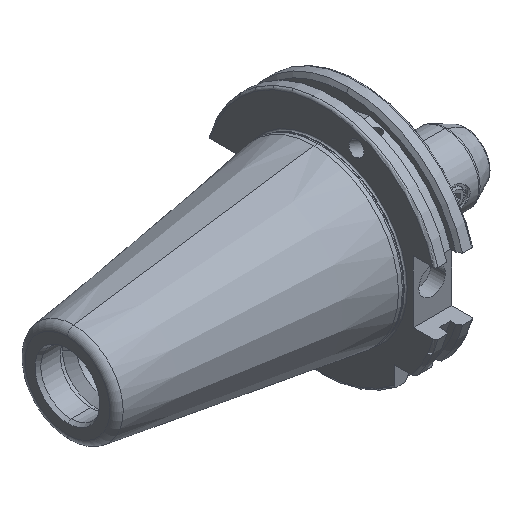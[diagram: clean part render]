
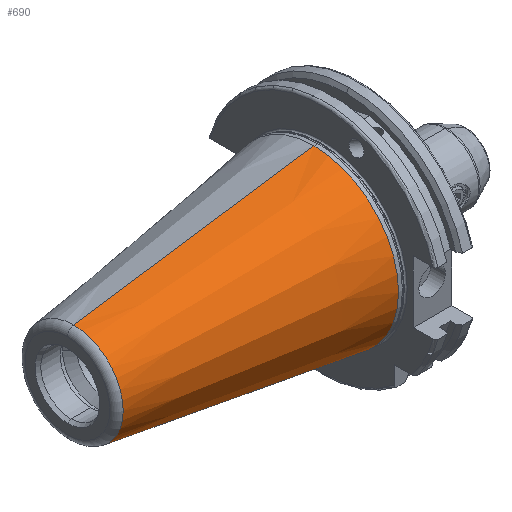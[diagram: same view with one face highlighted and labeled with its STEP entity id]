
A CAD part, isometric view. The second image highlights one B-rep face of the part: STEP entity #690.
In plain terms, the highlighted conical face has half-angle 8.297 degrees and reference radius 34.925 mm.
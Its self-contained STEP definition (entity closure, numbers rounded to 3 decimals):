
#186 = VERTEX_POINT ( 'NONE', #1148 ) ;
#648 = VERTEX_POINT ( 'NONE', #5101 ) ;
#649 = EDGE_CURVE ( 'NONE', #697, #696, #5096, .T. ) ;
#664 = EDGE_CURVE ( 'NONE', #697, #648, #4987, .T. ) ;
#673 = EDGE_CURVE ( 'NONE', #648, #186, #4975, .T. ) ;
#690 = ADVANCED_FACE ( 'NONE', ( #4942 ), #4941, .T. ) ;
#695 = ORIENTED_EDGE ( 'NONE', *, *, #664, .T. ) ;
#696 = VERTEX_POINT ( 'NONE', #4924 ) ;
#697 = VERTEX_POINT ( 'NONE', #4923 ) ;
#698 = EDGE_CURVE ( 'NONE', #696, #186, #4922, .T. ) ;
#706 = ORIENTED_EDGE ( 'NONE', *, *, #698, .F. ) ;
#710 = ORIENTED_EDGE ( 'NONE', *, *, #673, .T. ) ;
#724 = ORIENTED_EDGE ( 'NONE', *, *, #649, .F. ) ;
#725 = EDGE_LOOP ( 'NONE', ( #724, #695, #710, #706 ) ) ;
#1148 = CARTESIAN_POINT ( 'NONE',  ( 0., 0., 34.925 ) ) ;
#4919 = DIRECTION ( 'NONE',  ( 0.99, 0., 0.144 ) ) ;
#4920 = VECTOR ( 'NONE', #4919, 1000. ) ;
#4921 = CARTESIAN_POINT ( 'NONE',  ( 0., 0., 34.925 ) ) ;
#4922 = LINE ( 'NONE', #4921, #4920 ) ;
#4923 = CARTESIAN_POINT ( 'NONE',  ( -99.183, 0., -20.461 ) ) ;
#4924 = CARTESIAN_POINT ( 'NONE',  ( -99.183, 0., 20.461 ) ) ;
#4936 = DIRECTION ( 'NONE',  ( 0., 0., 1. ) ) ;
#4937 = DIRECTION ( 'NONE',  ( 1., 0., 0. ) ) ;
#4938 = CARTESIAN_POINT ( 'NONE',  ( 0., 0., 0. ) ) ;
#4939 = AXIS2_PLACEMENT_3D ( 'NONE', #4938, #4937, #4936 ) ;
#4941 = CONICAL_SURFACE ( 'NONE', #4939, 34.925, 0.145 ) ;
#4942 = FACE_OUTER_BOUND ( 'NONE', #725, .T. ) ;
#4971 = DIRECTION ( 'NONE',  ( 0., 0., -1. ) ) ;
#4972 = DIRECTION ( 'NONE',  ( -1., 0., 0. ) ) ;
#4973 = CARTESIAN_POINT ( 'NONE',  ( 0., 0., 0. ) ) ;
#4974 = AXIS2_PLACEMENT_3D ( 'NONE', #4973, #4972, #4971 ) ;
#4975 = CIRCLE ( 'NONE', #4974, 34.925 ) ;
#4984 = DIRECTION ( 'NONE',  ( 0.99, 0., -0.144 ) ) ;
#4985 = VECTOR ( 'NONE', #4984, 1000. ) ;
#4986 = CARTESIAN_POINT ( 'NONE',  ( 0., 0., -34.925 ) ) ;
#4987 = LINE ( 'NONE', #4986, #4985 ) ;
#5092 = DIRECTION ( 'NONE',  ( 0., 0., -1. ) ) ;
#5093 = DIRECTION ( 'NONE',  ( -1., 0., 0. ) ) ;
#5094 = CARTESIAN_POINT ( 'NONE',  ( -99.183, 0., 0. ) ) ;
#5095 = AXIS2_PLACEMENT_3D ( 'NONE', #5094, #5093, #5092 ) ;
#5096 = CIRCLE ( 'NONE', #5095, 20.461 ) ;
#5101 = CARTESIAN_POINT ( 'NONE',  ( 0., 0., -34.925 ) ) ;
